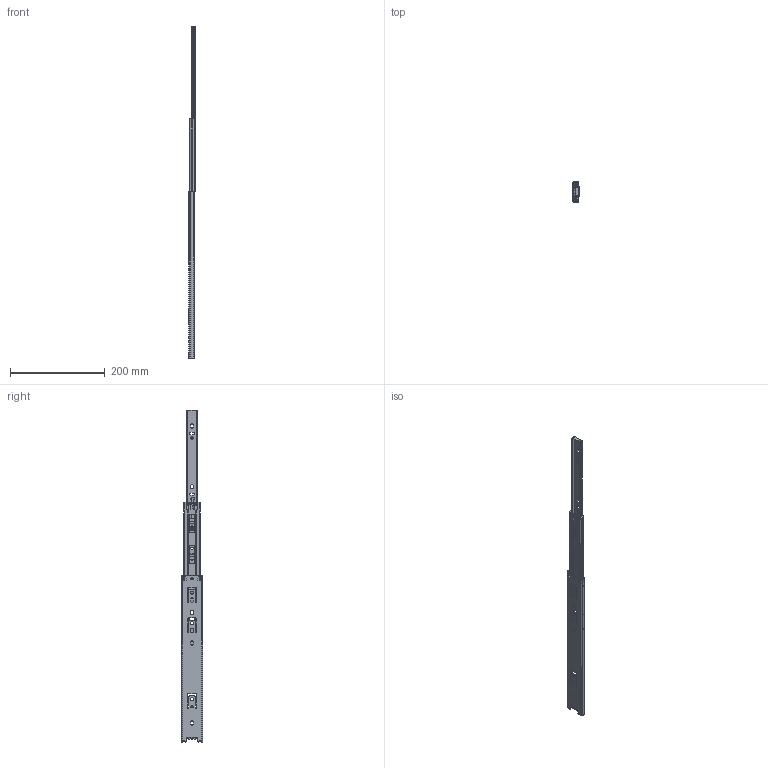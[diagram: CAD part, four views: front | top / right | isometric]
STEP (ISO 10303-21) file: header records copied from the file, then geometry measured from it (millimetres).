
FILE_DESCRIPTION (( 'STEP AP214' ), '1' );
FILE_NAME ('45#³£¹æ14´çopen.STEP', '2024-10-10T08:21:39', ( '' ), ( '' ), 'SwSTEP 2.0', 'SolidWorks 2016', '' );
FILE_SCHEMA (( 'AUTOMOTIVE_DESIGN' ));
Length unit declared in the file: millimetre
Products named in the file (10): 45#都寞14渡open; 45紩殤18渡; 45#都寞囀寢14渡; 45癹弇坶; 45中轨胶塞; 紩沭163; 45坶蝶; 詩紩4.72; 45#都寞笢寢14渡; 45#都寞俋寢14渡
Assembly tree (55 placements, depth 2):
  45#都寞14渡open
    45#都寞俋寢14渡
    45#都寞笢寢14渡
    45#都寞囀寢14渡
    45紩殤18渡
    詩紩4.72  x46
    紩沭163  x2
    45坶蝶
    45中轨胶塞
    45癹弇坶
Bounding box: 12.7 x 45.47 x 700 mm (x, y, z)
Volume: 77462.5 mm3; surface area: 132126.3 mm2
Topology: 60 solids, 60 shells, 2437 faces, 6794 edges, 4089 vertices
Faces by surface type: cylinder 811, plane 785, sphere 306, bspline 271, torus 260, cone 4
Entity records: 67791 total; most frequent: CARTESIAN_POINT 17697, ORIENTED_EDGE 10824, DIRECTION 10089, EDGE_CURVE 5412, AXIS2_PLACEMENT_3D 3819, VERTEX_POINT 3351, VECTOR 2451, LINE 2451
